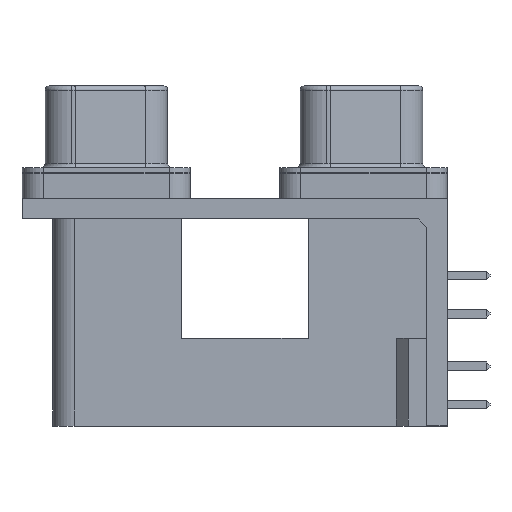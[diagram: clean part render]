
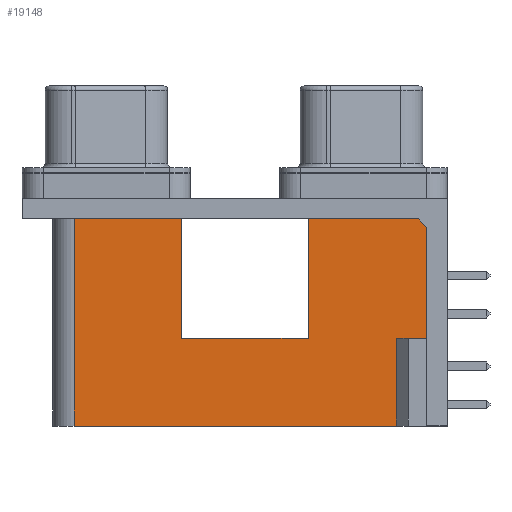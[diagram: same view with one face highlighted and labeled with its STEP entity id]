
A CAD part, left-side view. The second image highlights one B-rep face of the part: STEP entity #19148.
In plain terms, the highlighted planar face has unit normal (-1, 0, 0).
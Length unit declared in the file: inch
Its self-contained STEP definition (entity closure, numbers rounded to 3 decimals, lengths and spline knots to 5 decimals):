
#332 = EDGE_CURVE ( 'NONE', #13355, #2960, #21548, .T. ) ;
#344 = VERTEX_POINT ( 'NONE', #16696 ) ;
#998 = CARTESIAN_POINT ( 'NONE',  ( 0.2595, 0.025, -0.76 ) ) ;
#1083 = DIRECTION ( 'NONE',  ( 0., 0., -1. ) ) ;
#1183 = ORIENTED_EDGE ( 'NONE', *, *, #14589, .T. ) ;
#1347 = LINE ( 'NONE', #18608, #1890 ) ;
#1588 = LINE ( 'NONE', #4228, #19687 ) ;
#1704 = ORIENTED_EDGE ( 'NONE', *, *, #20808, .F. ) ;
#1890 = VECTOR ( 'NONE', #8078, 39.37008 ) ;
#1924 = VERTEX_POINT ( 'NONE', #5359 ) ;
#2358 = AXIS2_PLACEMENT_3D ( 'NONE', #16219, #5731, #17991 ) ;
#2918 = VECTOR ( 'NONE', #5582, 39.37008 ) ;
#2960 = VERTEX_POINT ( 'NONE', #17253 ) ;
#3341 = CARTESIAN_POINT ( 'NONE',  ( 0.2595, 0.404, -0.76 ) ) ;
#3533 = ORIENTED_EDGE ( 'NONE', *, *, #5472, .T. ) ;
#3806 = CARTESIAN_POINT ( 'NONE',  ( 0.2595, -0.756, -0.502 ) ) ;
#3838 = VERTEX_POINT ( 'NONE', #16137 ) ;
#3974 = LINE ( 'NONE', #13142, #17428 ) ;
#4228 = CARTESIAN_POINT ( 'NONE',  ( 0.2595, -0.756, 0.70833 ) ) ;
#4352 = VERTEX_POINT ( 'NONE', #21923 ) ;
#4590 = VECTOR ( 'NONE', #9174, 39.37008 ) ;
#4621 = DIRECTION ( 'NONE',  ( 0., 0., -1. ) ) ;
#4700 = CARTESIAN_POINT ( 'NONE',  ( 0.2595, -0.756, -0.502 ) ) ;
#5359 = CARTESIAN_POINT ( 'NONE',  ( 0.2595, 0.025, -0.502 ) ) ;
#5472 = EDGE_CURVE ( 'NONE', #4352, #7715, #1347, .T. ) ;
#5484 = VERTEX_POINT ( 'NONE', #22206 ) ;
#5582 = DIRECTION ( 'NONE',  ( 0., 1., 0. ) ) ;
#5622 = ORIENTED_EDGE ( 'NONE', *, *, #8437, .T. ) ;
#5731 = DIRECTION ( 'NONE',  ( 1., 0., 0. ) ) ;
#6195 = DIRECTION ( 'NONE',  ( 0., 0., -1. ) ) ;
#6310 = EDGE_CURVE ( 'NONE', #4352, #3838, #22715, .T. ) ;
#7340 = EDGE_CURVE ( 'NONE', #3838, #1924, #12130, .T. ) ;
#7715 = VERTEX_POINT ( 'NONE', #9452 ) ;
#7864 = DIRECTION ( 'NONE',  ( 0., -1., 0. ) ) ;
#8078 = DIRECTION ( 'NONE',  ( 0., 0., -1. ) ) ;
#8159 = VECTOR ( 'NONE', #15625, 39.37008 ) ;
#8437 = EDGE_CURVE ( 'NONE', #16862, #344, #10988, .T. ) ;
#9174 = DIRECTION ( 'NONE',  ( 0., -1., 0. ) ) ;
#9225 = VECTOR ( 'NONE', #1083, 39.37008 ) ;
#9302 = ORIENTED_EDGE ( 'NONE', *, *, #332, .T. ) ;
#9452 = CARTESIAN_POINT ( 'NONE',  ( 0.2595, 0.3415, -0.76 ) ) ;
#10988 = LINE ( 'NONE', #4700, #20326 ) ;
#11110 = VECTOR ( 'NONE', #6195, 39.37008 ) ;
#11576 = CARTESIAN_POINT ( 'NONE',  ( 0.2595, -0.606, -0.34701 ) ) ;
#11684 = ORIENTED_EDGE ( 'NONE', *, *, #6310, .F. ) ;
#12130 = LINE ( 'NONE', #998, #16230 ) ;
#12284 = VERTEX_POINT ( 'NONE', #16128 ) ;
#13142 = CARTESIAN_POINT ( 'NONE',  ( 0.2595, -0.756, -0.09 ) ) ;
#13163 = EDGE_LOOP ( 'NONE', ( #11684, #3533, #19367, #20845, #5622, #1704, #13555, #9302, #1183, #19171 ) ) ;
#13355 = VERTEX_POINT ( 'NONE', #13964 ) ;
#13555 = ORIENTED_EDGE ( 'NONE', *, *, #22527, .F. ) ;
#13964 = CARTESIAN_POINT ( 'NONE',  ( 0.2595, -0.346, -0.09 ) ) ;
#14383 = EDGE_CURVE ( 'NONE', #7715, #12284, #22171, .T. ) ;
#14589 = EDGE_CURVE ( 'NONE', #2960, #1924, #16925, .T. ) ;
#15089 = FACE_OUTER_BOUND ( 'NONE', #13163, .T. ) ;
#15372 = CARTESIAN_POINT ( 'NONE',  ( 0.2595, -0.606, -0.502 ) ) ;
#15625 = DIRECTION ( 'NONE',  ( 0., -1., 0. ) ) ;
#16128 = CARTESIAN_POINT ( 'NONE',  ( 0.2595, -0.606, -0.76 ) ) ;
#16137 = CARTESIAN_POINT ( 'NONE',  ( 0.2595, 0.025, -0.09 ) ) ;
#16219 = CARTESIAN_POINT ( 'NONE',  ( 0.2595, 0.404, 0.39016 ) ) ;
#16230 = VECTOR ( 'NONE', #4621, 39.37008 ) ;
#16696 = CARTESIAN_POINT ( 'NONE',  ( 0.2595, -0.756, -0.502 ) ) ;
#16862 = VERTEX_POINT ( 'NONE', #15372 ) ;
#16925 = LINE ( 'NONE', #3806, #2918 ) ;
#16971 = DIRECTION ( 'NONE',  ( 0., -1., 0. ) ) ;
#17253 = CARTESIAN_POINT ( 'NONE',  ( 0.2595, -0.346, -0.502 ) ) ;
#17428 = VECTOR ( 'NONE', #7864, 39.37008 ) ;
#17834 = PLANE ( 'NONE',  #2358 ) ;
#17991 = DIRECTION ( 'NONE',  ( 0., 0., -1. ) ) ;
#18475 = CARTESIAN_POINT ( 'NONE',  ( 0.2595, -0.346, 0.70833 ) ) ;
#18608 = CARTESIAN_POINT ( 'NONE',  ( 0.2595, 0.3415, 0.39016 ) ) ;
#19148 = ADVANCED_FACE ( 'NONE', ( #15089 ), #17834, .F. ) ;
#19171 = ORIENTED_EDGE ( 'NONE', *, *, #7340, .F. ) ;
#19367 = ORIENTED_EDGE ( 'NONE', *, *, #14383, .T. ) ;
#19675 = CARTESIAN_POINT ( 'NONE',  ( 0.2595, 0.404, -0.09 ) ) ;
#19687 = VECTOR ( 'NONE', #20080, 39.37008 ) ;
#20080 = DIRECTION ( 'NONE',  ( 0., 0., -1. ) ) ;
#20326 = VECTOR ( 'NONE', #16971, 39.37008 ) ;
#20808 = EDGE_CURVE ( 'NONE', #5484, #344, #1588, .T. ) ;
#20845 = ORIENTED_EDGE ( 'NONE', *, *, #21900, .F. ) ;
#21548 = LINE ( 'NONE', #18475, #11110 ) ;
#21900 = EDGE_CURVE ( 'NONE', #16862, #12284, #22693, .T. ) ;
#21923 = CARTESIAN_POINT ( 'NONE',  ( 0.2595, 0.3415, -0.09 ) ) ;
#22171 = LINE ( 'NONE', #3341, #8159 ) ;
#22206 = CARTESIAN_POINT ( 'NONE',  ( 0.2595, -0.756, -0.09 ) ) ;
#22527 = EDGE_CURVE ( 'NONE', #13355, #5484, #3974, .T. ) ;
#22693 = LINE ( 'NONE', #11576, #9225 ) ;
#22715 = LINE ( 'NONE', #19675, #4590 ) ;
